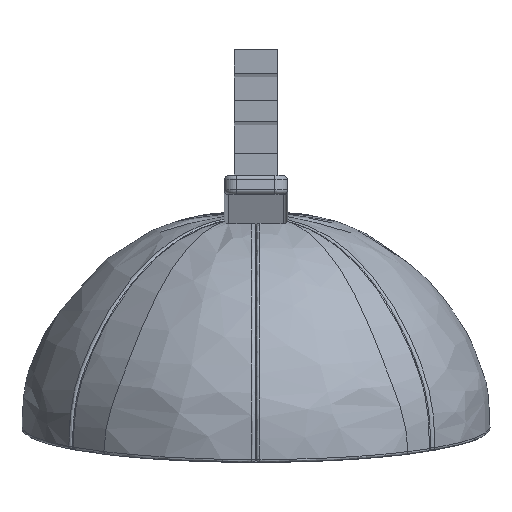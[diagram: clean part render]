
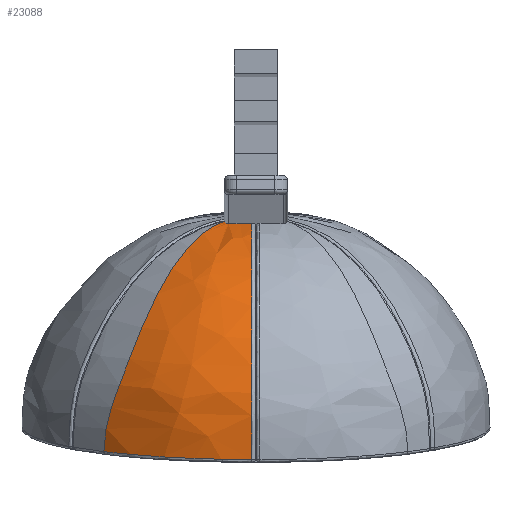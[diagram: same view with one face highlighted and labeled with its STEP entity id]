
A CAD part, front view. The second image highlights one B-rep face of the part: STEP entity #23088.
In plain terms, the highlighted free-form (B-spline) face has degree [3, 3] with [5, 9] control points.
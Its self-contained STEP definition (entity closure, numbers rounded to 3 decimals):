
#3198=CARTESIAN_POINT('',(-2.15,-7.479,14.752));
#3199=CARTESIAN_POINT('',(-2.,-7.518,
14.755));
#3200=CARTESIAN_POINT('',(-1.697,-7.588,
14.762));
#3201=CARTESIAN_POINT('',(-1.24,-7.666,
14.768));
#3202=CARTESIAN_POINT('',(-0.781,-7.718,
14.773));
#3203=CARTESIAN_POINT('',(-0.474,-7.737,
14.775));
#3204=CARTESIAN_POINT('',(-0.321,-7.743,
14.775));
#3209=CARTESIAN_POINT('',(-0.322,-19.859,
-3.862));
#3210=CARTESIAN_POINT('',(-0.322,-19.93,
-3.319));
#3211=CARTESIAN_POINT('',(-0.322,-20.072,
-2.285));
#3212=CARTESIAN_POINT('',(-0.323,-20.171,
-0.591));
#3213=CARTESIAN_POINT('',(-0.322,-20.05,
0.829));
#3214=CARTESIAN_POINT('',(-0.323,-19.758,
2.199));
#3215=CARTESIAN_POINT('',(-0.321,-19.363,
3.439));
#3216=CARTESIAN_POINT('',(-0.323,-18.851,
4.738));
#3217=CARTESIAN_POINT('',(-0.322,-18.164,
6.174));
#3218=CARTESIAN_POINT('',(-0.322,-17.257,
7.737));
#3219=CARTESIAN_POINT('',(-0.324,-16.061,
9.4));
#3220=CARTESIAN_POINT('',(-0.322,-14.667,
10.923));
#3221=CARTESIAN_POINT('',(-0.323,-13.341,
12.068));
#3222=CARTESIAN_POINT('',(-0.322,-12.067,
12.958));
#3223=CARTESIAN_POINT('',(-0.322,-10.861,
13.635));
#3224=CARTESIAN_POINT('',(-0.321,-9.735,
14.143));
#3225=CARTESIAN_POINT('',(-0.321,-8.693,
14.517));
#3226=CARTESIAN_POINT('',(-0.321,-8.048,
14.699));
#3227=CARTESIAN_POINT('',(-0.321,-7.743,
14.775));
#3232=CARTESIAN_POINT('',(-11.998,-15.096,
-3.234));
#3233=CARTESIAN_POINT('',(-11.713,-15.366,
-3.27));
#3234=CARTESIAN_POINT('',(-11.064,-15.945,
-3.346));
#3235=CARTESIAN_POINT('',(-9.802,-16.892,
-3.471));
#3236=CARTESIAN_POINT('',(-8.339,-17.781,
-3.588));
#3237=CARTESIAN_POINT('',(-6.759,-18.536,
-3.688));
#3238=CARTESIAN_POINT('',(-5.184,-19.102,
-3.763));
#3239=CARTESIAN_POINT('',(-3.743,-19.481,
-3.813));
#3240=CARTESIAN_POINT('',(-2.164,-19.757,
-3.849));
#3241=CARTESIAN_POINT('',(-0.957,-19.847,
-3.861));
#3242=CARTESIAN_POINT('',(-0.322,-19.859,
-3.862));
#3247=CARTESIAN_POINT('',(-2.495,-6.467,
14.954));
#3248=CARTESIAN_POINT('',(-2.492,-6.525,
14.943));
#3249=CARTESIAN_POINT('',(-2.484,-6.637,
14.92));
#3250=CARTESIAN_POINT('',(-2.466,-6.787,
14.888));
#3251=CARTESIAN_POINT('',(-2.443,-6.921,
14.86));
#3252=CARTESIAN_POINT('',(-2.416,-7.04,
14.835));
#3253=CARTESIAN_POINT('',(-2.385,-7.146,
14.813));
#3254=CARTESIAN_POINT('',(-2.35,-7.24,
14.793));
#3255=CARTESIAN_POINT('',(-2.311,-7.323,
14.776));
#3256=CARTESIAN_POINT('',(-2.266,-7.394,
14.763));
#3257=CARTESIAN_POINT('',(-2.212,-7.451,
14.753));
#3258=CARTESIAN_POINT('',(-2.172,-7.473,
14.752));
#3259=CARTESIAN_POINT('',(-2.15,-7.479,14.752));
#3651=CARTESIAN_POINT('',(-11.998,-15.096,
-3.234));
#3652=CARTESIAN_POINT('',(-11.951,-15.468,
-0.664));
#3653=CARTESIAN_POINT('',(-10.214,-17.138,
3.115));
#3654=CARTESIAN_POINT('',(-6.456,-11.985,
13.46));
#3655=CARTESIAN_POINT('',(-2.495,-6.467,
14.954));
#3663=CARTESIAN_POINT('',(-11.998,-15.096,
-3.234));
#18341=VERTEX_POINT('',#3663);
#18385=VERTEX_POINT('',#3242);
#18699=VERTEX_POINT('',#3198);
#18700=VERTEX_POINT('',#3204);
#18704=VERTEX_POINT('',#3247);
#23032=CARTESIAN_POINT('',(-12.217,-14.854,
-3.449));
#23033=CARTESIAN_POINT('',(-11.268,-15.783,
-3.571));
#23034=CARTESIAN_POINT('',(-9.313,-17.29,
-3.769));
#23035=CARTESIAN_POINT('',(-5.222,-19.282,
-4.032));
#23036=CARTESIAN_POINT('',(0.,-20.195,
-4.152));
#23037=CARTESIAN_POINT('',(5.222,-19.282,
-4.032));
#23038=CARTESIAN_POINT('',(9.314,-17.29,
-3.769));
#23039=CARTESIAN_POINT('',(11.27,-15.782,
-3.571));
#23040=CARTESIAN_POINT('',(12.219,-14.852,
-3.448));
#23041=CARTESIAN_POINT('',(-12.208,-15.218,
-0.74));
#23042=CARTESIAN_POINT('',(-11.292,-16.115,
-0.863));
#23043=CARTESIAN_POINT('',(-9.388,-17.595,
-1.075));
#23044=CARTESIAN_POINT('',(-5.315,-19.605,
-1.375));
#23045=CARTESIAN_POINT('',(0.,-20.559,
-1.523));
#23046=CARTESIAN_POINT('',(5.315,-19.605,
-1.375));
#23047=CARTESIAN_POINT('',(9.388,-17.594,
-1.075));
#23048=CARTESIAN_POINT('',(11.293,-16.114,
-0.863));
#23049=CARTESIAN_POINT('',(12.21,-15.217,
-0.74));
#23050=CARTESIAN_POINT('',(-10.466,-17.046,
3.017));
#23051=CARTESIAN_POINT('',(-9.539,-17.823,
2.918));
#23052=CARTESIAN_POINT('',(-7.71,-19.016,
2.771));
#23053=CARTESIAN_POINT('',(-4.168,-20.464,
2.601));
#23054=CARTESIAN_POINT('',(-0.002,-21.05,
2.537));
#23055=CARTESIAN_POINT('',(4.166,-20.465,
2.601));
#23056=CARTESIAN_POINT('',(7.709,-19.016,
2.771));
#23057=CARTESIAN_POINT('',(9.54,-17.822,
2.918));
#23058=CARTESIAN_POINT('',(10.468,-17.044,
3.017));
#23059=CARTESIAN_POINT('',(-6.523,-11.816,
13.602));
#23060=CARTESIAN_POINT('',(-6.024,-12.28,
13.542));
#23061=CARTESIAN_POINT('',(-4.999,-13.048,
13.441));
#23062=CARTESIAN_POINT('',(-2.818,-14.099,
13.304));
#23063=CARTESIAN_POINT('',(0.004,-14.605,
13.239));
#23064=CARTESIAN_POINT('',(2.824,-14.097,
13.305));
#23065=CARTESIAN_POINT('',(5.002,-13.046,
13.442));
#23066=CARTESIAN_POINT('',(6.025,-12.279,
13.542));
#23067=CARTESIAN_POINT('',(6.524,-11.815,
13.603));
#23068=CARTESIAN_POINT('',(-2.391,-6.242,
15.008));
#23069=CARTESIAN_POINT('',(-2.258,-6.408,
14.986));
#23070=CARTESIAN_POINT('',(-1.957,-6.721,
14.945));
#23071=CARTESIAN_POINT('',(-1.196,-7.238,
14.877));
#23072=CARTESIAN_POINT('',(0.001,-7.553,
14.836));
#23073=CARTESIAN_POINT('',(1.198,-7.238,
14.877));
#23074=CARTESIAN_POINT('',(1.958,-6.72,
14.945));
#23075=CARTESIAN_POINT('',(2.258,-6.407,
14.986));
#23076=CARTESIAN_POINT('',(2.392,-6.242,
15.008));
#23077=B_SPLINE_SURFACE_WITH_KNOTS('',3,3,((#23032,#23033,#23034,#23035,#23036,
#23037,#23038,#23039,#23040),(#23041,#23042,#23043,#23044,#23045,#23046,#23047,
#23048,#23049),(#23050,#23051,#23052,#23053,#23054,#23055,#23056,#23057,#23058),
(#23059,#23060,#23061,#23062,#23063,#23064,#23065,#23066,#23067),(#23068,#23069,
#23070,#23071,#23072,#23073,#23074,#23075,#23076)),.UNSPECIFIED.,.F.,.F.,.F.,(4,
1,4),(4,1,1,1,1,1,4),(0.,0.435,0.964),(
0.747,0.781,0.812,0.875,
0.937,0.969,1.003),.UNSPECIFIED.);
#23078=ORIENTED_EDGE('',*,*,#21404,.T.);
#23080=ORIENTED_EDGE('',*,*,#23079,.F.);
#23082=ORIENTED_EDGE('',*,*,#23081,.F.);
#23084=ORIENTED_EDGE('',*,*,#23083,.T.);
#23085=ORIENTED_EDGE('',*,*,#21696,.T.);
#23086=EDGE_LOOP('',(#23078,#23080,#23082,#23084,#23085));
#23087=FACE_OUTER_BOUND('',#23086,.F.);
#3205=B_SPLINE_CURVE_WITH_KNOTS('',3,(#3198,#3199,#3200,#3201,#3202,#3203,
#3204),.UNSPECIFIED.,.F.,.F.,(4,1,1,1,4),(0.,0.25,0.5,0.75,1.),
.UNSPECIFIED.);
#3228=B_SPLINE_CURVE_WITH_KNOTS('',3,(#3209,#3210,#3211,#3212,#3213,#3214,#3215,
#3216,#3217,#3218,#3219,#3220,#3221,#3222,#3223,#3224,#3225,#3226,#3227),
.UNSPECIFIED.,.F.,.F.,(4,1,1,1,1,1,1,1,1,1,1,1,1,1,1,1,4),(0.,0.063,0.125,
0.188,0.25,0.313,0.375,0.438,0.5,0.563,0.625,0.688,
0.75,0.813,0.875,0.938,1.),.UNSPECIFIED.);
#3243=B_SPLINE_CURVE_WITH_KNOTS('',3,(#3232,#3233,#3234,#3235,#3236,#3237,#3238,
#3239,#3240,#3241,#3242),.UNSPECIFIED.,.F.,.F.,(4,1,1,1,1,1,1,1,4),(0.,
0.125,0.25,0.375,0.5,0.625,0.75,0.875,1.),.UNSPECIFIED.);
#3260=B_SPLINE_CURVE_WITH_KNOTS('',3,(#3247,#3248,#3249,#3250,#3251,#3252,#3253,
#3254,#3255,#3256,#3257,#3258,#3259),.UNSPECIFIED.,.F.,.F.,(4,1,1,1,1,1,1,1,1,1,
4),(0.,0.1,0.2,0.3,0.4,0.5,0.6,0.7,0.8,0.9,1.),
.UNSPECIFIED.);
#3656=B_SPLINE_CURVE_WITH_KNOTS('',3,(#3651,#3652,#3653,#3654,#3655),
.UNSPECIFIED.,.F.,.F.,(4,1,4),(0.,0.446,1.),.UNSPECIFIED.);
#21404=EDGE_CURVE('',#18699,#18700,#3205,.T.);
#21696=EDGE_CURVE('',#18704,#18699,#3260,.T.);
#23079=EDGE_CURVE('',#18385,#18700,#3228,.T.);
#23081=EDGE_CURVE('',#18341,#18385,#3243,.T.);
#23083=EDGE_CURVE('',#18341,#18704,#3656,.T.);
#23088=ADVANCED_FACE('',(#23087),#23077,.F.);
